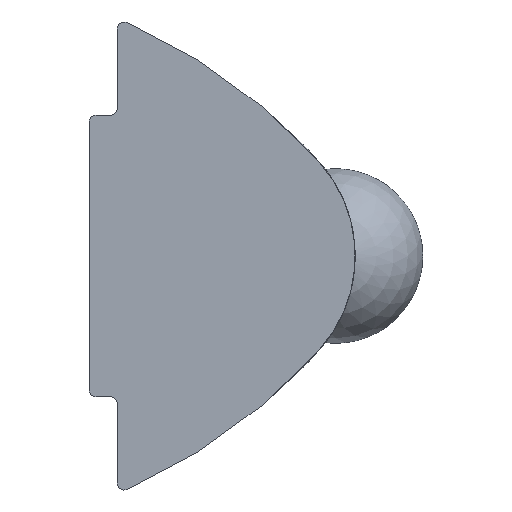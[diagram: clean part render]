
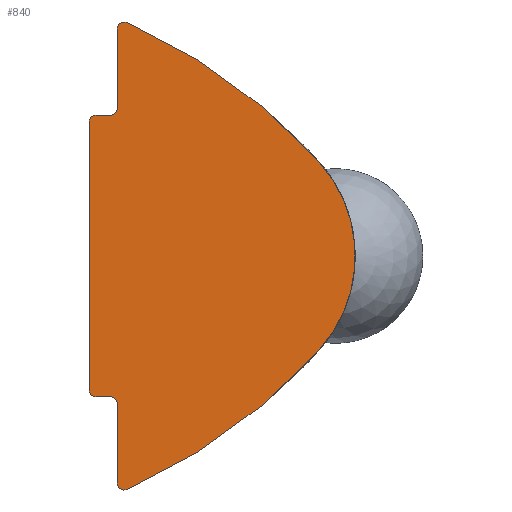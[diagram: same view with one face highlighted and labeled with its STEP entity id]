
A CAD part, left-side view. The second image highlights one B-rep face of the part: STEP entity #840.
In plain terms, the highlighted planar face has unit normal (-1, 0, 0).
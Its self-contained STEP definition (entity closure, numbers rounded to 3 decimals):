
#25=PLANE('',#904);
#67=FACE_OUTER_BOUND('',#115,.T.);
#115=EDGE_LOOP('',(#695,#696,#697,#698,#699,#700,#701,#702,#703,#704,#705,
#706,#707,#708));
#135=CIRCLE('',#898,0.2);
#138=CIRCLE('',#902,0.2);
#139=CIRCLE('',#905,0.2);
#140=CIRCLE('',#906,0.2);
#141=CIRCLE('',#907,16.);
#142=CIRCLE('',#908,4.);
#143=CIRCLE('',#909,16.);
#144=CIRCLE('',#910,0.2);
#145=CIRCLE('',#911,0.2);
#235=LINE('',#2647,#279);
#237=LINE('',#2653,#281);
#243=LINE('',#2671,#287);
#244=LINE('',#2676,#288);
#245=LINE('',#2688,#289);
#279=VECTOR('',#1008,0.4);
#281=VECTOR('',#1012,0.4);
#287=VECTOR('',#1032,7.6);
#288=VECTOR('',#1037,2.25);
#289=VECTOR('',#1048,2.25);
#358=VERTEX_POINT('',#2640);
#361=VERTEX_POINT('',#2645);
#362=VERTEX_POINT('',#2649);
#364=VERTEX_POINT('',#2652);
#366=VERTEX_POINT('',#2658);
#369=VERTEX_POINT('',#2666);
#370=VERTEX_POINT('',#2673);
#371=VERTEX_POINT('',#2675);
#372=VERTEX_POINT('',#2677);
#373=VERTEX_POINT('',#2679);
#374=VERTEX_POINT('',#2681);
#375=VERTEX_POINT('',#2683);
#376=VERTEX_POINT('',#2685);
#377=VERTEX_POINT('',#2687);
#474=EDGE_CURVE('',#361,#358,#235,.T.);
#476=EDGE_CURVE('',#362,#364,#237,.T.);
#479=EDGE_CURVE('',#358,#366,#135,.T.);
#484=EDGE_CURVE('',#369,#362,#138,.T.);
#486=EDGE_CURVE('',#369,#366,#243,.T.);
#487=EDGE_CURVE('',#370,#361,#139,.T.);
#488=EDGE_CURVE('',#371,#370,#244,.T.);
#489=EDGE_CURVE('',#372,#371,#140,.T.);
#490=EDGE_CURVE('',#373,#372,#141,.T.);
#491=EDGE_CURVE('',#373,#374,#142,.T.);
#492=EDGE_CURVE('',#375,#374,#143,.T.);
#493=EDGE_CURVE('',#376,#375,#144,.T.);
#494=EDGE_CURVE('',#377,#376,#245,.T.);
#495=EDGE_CURVE('',#364,#377,#145,.T.);
#695=ORIENTED_EDGE('',*,*,#486,.T.);
#696=ORIENTED_EDGE('',*,*,#479,.F.);
#697=ORIENTED_EDGE('',*,*,#474,.F.);
#698=ORIENTED_EDGE('',*,*,#487,.F.);
#699=ORIENTED_EDGE('',*,*,#488,.F.);
#700=ORIENTED_EDGE('',*,*,#489,.F.);
#701=ORIENTED_EDGE('',*,*,#490,.F.);
#702=ORIENTED_EDGE('',*,*,#491,.T.);
#703=ORIENTED_EDGE('',*,*,#492,.F.);
#704=ORIENTED_EDGE('',*,*,#493,.F.);
#705=ORIENTED_EDGE('',*,*,#494,.F.);
#706=ORIENTED_EDGE('',*,*,#495,.F.);
#707=ORIENTED_EDGE('',*,*,#476,.F.);
#708=ORIENTED_EDGE('',*,*,#484,.F.);
#840=ADVANCED_FACE('',(#67),#25,.F.);
#898=AXIS2_PLACEMENT_3D('',#2659,#1017,#1018);
#902=AXIS2_PLACEMENT_3D('',#2668,#1027,#1028);
#904=AXIS2_PLACEMENT_3D('',#2672,#1033,#1034);
#905=AXIS2_PLACEMENT_3D('',#2674,#1035,#1036);
#906=AXIS2_PLACEMENT_3D('',#2678,#1038,#1039);
#907=AXIS2_PLACEMENT_3D('',#2680,#1040,#1041);
#908=AXIS2_PLACEMENT_3D('',#2682,#1042,#1043);
#909=AXIS2_PLACEMENT_3D('',#2684,#1044,#1045);
#910=AXIS2_PLACEMENT_3D('',#2686,#1046,#1047);
#911=AXIS2_PLACEMENT_3D('',#2689,#1049,#1050);
#1008=DIRECTION('',(0.,1.,0.));
#1012=DIRECTION('',(0.,-1.,0.));
#1017=DIRECTION('center_axis',(1.,0.,0.));
#1018=DIRECTION('ref_axis',(0.,0.,-1.));
#1027=DIRECTION('center_axis',(1.,0.,0.));
#1028=DIRECTION('ref_axis',(0.,1.,0.));
#1032=DIRECTION('',(0.,0.,-1.));
#1033=DIRECTION('center_axis',(1.,0.,0.));
#1034=DIRECTION('ref_axis',(0.,0.,-1.));
#1035=DIRECTION('center_axis',(-1.,0.,0.));
#1036=DIRECTION('ref_axis',(0.,-1.,0.));
#1037=DIRECTION('',(0.,0.,1.));
#1038=DIRECTION('center_axis',(1.,0.,0.));
#1039=DIRECTION('ref_axis',(0.,-0.404,-0.915));
#1040=DIRECTION('center_axis',(1.,0.,0.));
#1041=DIRECTION('ref_axis',(0.,-0.745,-0.667));
#1042=DIRECTION('center_axis',(-1.,0.,0.));
#1043=DIRECTION('ref_axis',(0.,-0.745,-0.667));
#1044=DIRECTION('center_axis',(1.,0.,0.));
#1045=DIRECTION('ref_axis',(0.,-0.404,0.915));
#1046=DIRECTION('center_axis',(1.,0.,0.));
#1047=DIRECTION('ref_axis',(0.,1.,0.));
#1048=DIRECTION('',(0.,0.,1.));
#1049=DIRECTION('center_axis',(-1.,0.,0.));
#1050=DIRECTION('ref_axis',(0.,0.,-1.));
#2640=CARTESIAN_POINT('',(0.,3.36,-4.));
#2645=CARTESIAN_POINT('',(0.,2.96,-4.));
#2647=CARTESIAN_POINT('',(0.,2.96,-4.));
#2649=CARTESIAN_POINT('',(0.,3.36,4.));
#2652=CARTESIAN_POINT('',(0.,2.96,4.));
#2653=CARTESIAN_POINT('',(0.,3.36,4.));
#2658=CARTESIAN_POINT('',(0.,3.56,-3.8));
#2659=CARTESIAN_POINT('Origin',(0.,3.36,-3.8));
#2666=CARTESIAN_POINT('',(0.,3.56,3.8));
#2668=CARTESIAN_POINT('Origin',(0.,3.36,3.8));
#2671=CARTESIAN_POINT('',(0.,3.56,3.8));
#2672=CARTESIAN_POINT('Origin',(0.,0.,0.));
#2673=CARTESIAN_POINT('',(0.,2.76,-4.2));
#2674=CARTESIAN_POINT('Origin',(0.,2.96,-4.2));
#2675=CARTESIAN_POINT('',(0.,2.76,-6.45));
#2676=CARTESIAN_POINT('',(0.,2.76,-6.45));
#2677=CARTESIAN_POINT('',(0.,2.479,-6.633));
#2678=CARTESIAN_POINT('Origin',(0.,2.56,-6.45));
#2679=CARTESIAN_POINT('',(0.,-2.98,-2.668));
#2680=CARTESIAN_POINT('Origin',(0.,8.94,8.004));
#2681=CARTESIAN_POINT('',(0.,-2.98,2.668));
#2682=CARTESIAN_POINT('Origin',(0.,0.,0.));
#2683=CARTESIAN_POINT('',(0.,2.479,6.633));
#2684=CARTESIAN_POINT('Origin',(0.,8.94,-8.004));
#2685=CARTESIAN_POINT('',(0.,2.76,6.45));
#2686=CARTESIAN_POINT('Origin',(0.,2.56,6.45));
#2687=CARTESIAN_POINT('',(0.,2.76,4.2));
#2688=CARTESIAN_POINT('',(0.,2.76,4.2));
#2689=CARTESIAN_POINT('Origin',(0.,2.96,4.2));
